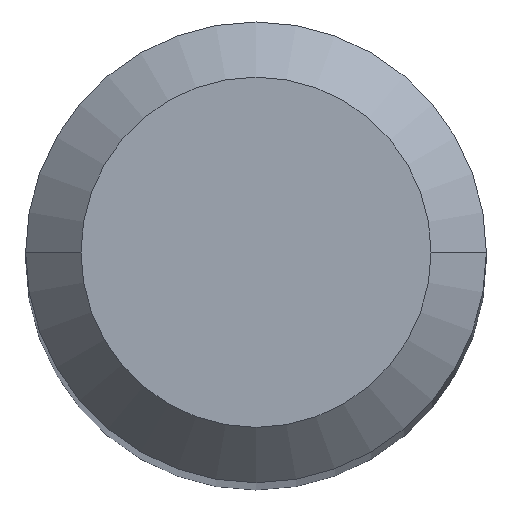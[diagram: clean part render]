
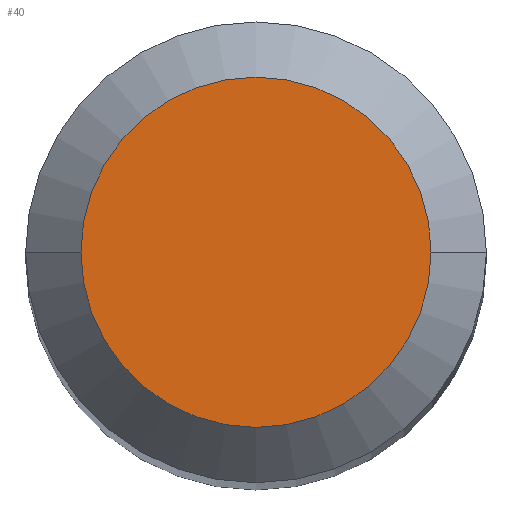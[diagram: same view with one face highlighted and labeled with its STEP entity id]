
A CAD part, top view. The second image highlights one B-rep face of the part: STEP entity #40.
In plain terms, the highlighted planar face has unit normal (0, 0, 1).
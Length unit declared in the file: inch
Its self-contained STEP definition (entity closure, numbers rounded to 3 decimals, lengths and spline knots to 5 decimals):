
#29 = EDGE_CURVE ( 'NONE', #155, #178, #462, .T. ) ;
#33 = DIRECTION ( 'NONE',  ( 1., 0., 0. ) ) ;
#37 = DIRECTION ( 'NONE',  ( -1., 0., 0. ) ) ;
#40 = ADVANCED_FACE ( 'NONE', ( #62 ), #246, .F. ) ;
#52 = EDGE_CURVE ( 'NONE', #178, #155, #227, .T. ) ;
#60 = CARTESIAN_POINT ( 'NONE',  ( 0., 0., 0. ) ) ;
#62 = FACE_OUTER_BOUND ( 'NONE', #92, .T. ) ;
#92 = EDGE_LOOP ( 'NONE', ( #360, #237 ) ) ;
#94 = AXIS2_PLACEMENT_3D ( 'NONE', #173, #314, #325 ) ;
#155 = VERTEX_POINT ( 'NONE', #369 ) ;
#173 = CARTESIAN_POINT ( 'NONE',  ( 0., 0., 0. ) ) ;
#178 = VERTEX_POINT ( 'NONE', #438 ) ;
#188 = AXIS2_PLACEMENT_3D ( 'NONE', #207, #390, #37 ) ;
#207 = CARTESIAN_POINT ( 'NONE',  ( 0., 0.0475, 0. ) ) ;
#227 = CIRCLE ( 'NONE', #94, 0.0475 ) ;
#237 = ORIENTED_EDGE ( 'NONE', *, *, #52, .T. ) ;
#246 = PLANE ( 'NONE',  #188 ) ;
#280 = DIRECTION ( 'NONE',  ( 0., 0., 1. ) ) ;
#314 = DIRECTION ( 'NONE',  ( 0., 0., 1. ) ) ;
#325 = DIRECTION ( 'NONE',  ( 1., 0., 0. ) ) ;
#360 = ORIENTED_EDGE ( 'NONE', *, *, #29, .T. ) ;
#369 = CARTESIAN_POINT ( 'NONE',  ( -0.0475, 0., 0. ) ) ;
#390 = DIRECTION ( 'NONE',  ( 0., 0., -1. ) ) ;
#438 = CARTESIAN_POINT ( 'NONE',  ( 0.0475, 0., 0. ) ) ;
#439 = AXIS2_PLACEMENT_3D ( 'NONE', #60, #280, #33 ) ;
#462 = CIRCLE ( 'NONE', #439, 0.0475 ) ;
